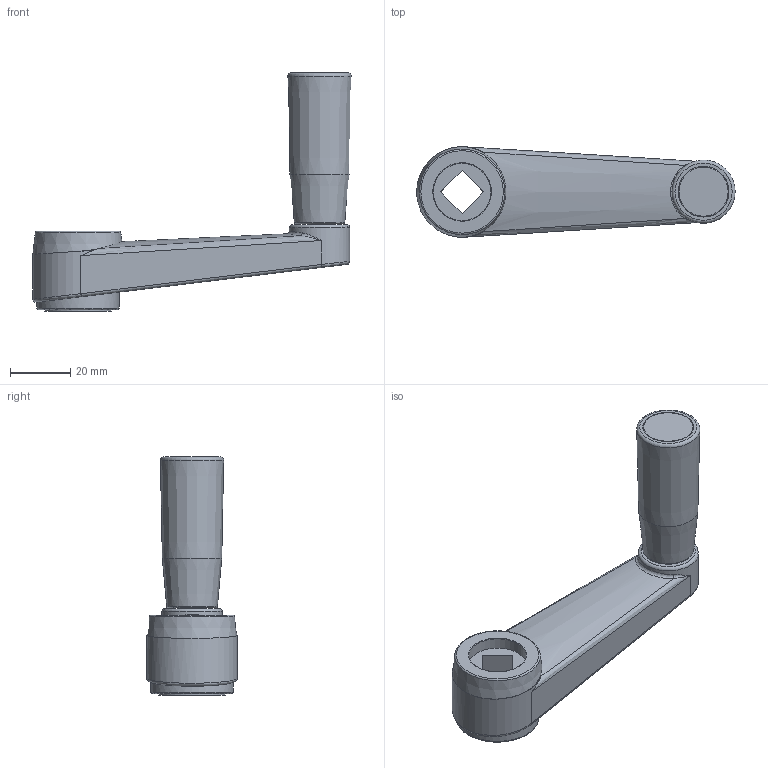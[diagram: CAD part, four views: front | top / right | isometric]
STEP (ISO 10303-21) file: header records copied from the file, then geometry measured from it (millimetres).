
FILE_DESCRIPTION( ( 'Unknown' ), '1' );
FILE_NAME( '6384430_MHQ080_MEP.stp', 'Unknown', ( 'Unknown' ), ( 'Unknown' ), 'PSStep 11.0', 'Unknown', ' ' );
FILE_SCHEMA( ( 'AUTOMOTIVE_DESIGN { 1 0 10303 214 1 1 1 1 }' ) );
Length unit declared in the file: millimetre
Products named in the file (2): 1801102
Bounding box: 105.48 x 29.97 x 78.9 mm (x, y, z)
Volume: 34888.2 mm3; surface area: 24120.9 mm2
Topology: 2 solids, 3 shells, 246 faces, 631 edges, 404 vertices
Faces by surface type: plane 128, cylinder 73, bspline 22, cone 13, torus 10
Full cylindrical faces by diameter (mm): 3.1 x1, 3.261 x1, 4.8 x1, 5.1 x1, 6 x1, 8 x2, 8.124 x1, 9.457 x1, 12.841 x1, 12.85 x1, 16.7 x1, 16.837 x1, 19 x1, 20 x1, 22 x1, 27.306 x1
Entity records: 13772 total; most frequent: CARTESIAN_POINT 6214, ORIENTED_EDGE 1160, DIRECTION 1084, EDGE_CURVE 580, AXIS2_PLACEMENT_3D 402, VERTEX_POINT 392, EDGE_LOOP 299, LINE 280
